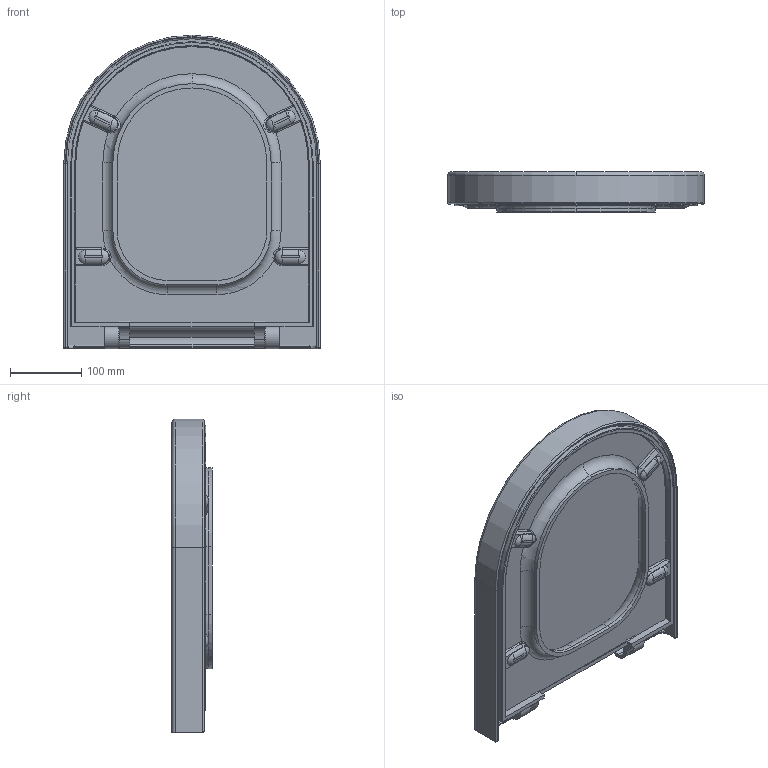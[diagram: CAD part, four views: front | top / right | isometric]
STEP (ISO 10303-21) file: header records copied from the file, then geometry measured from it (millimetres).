
FILE_DESCRIPTION (( 'STEP AP214' ), '1' );
FILE_NAME ('PR092_STEP_v10819.STEP', '2021-04-09T14:14:33', ( '' ), ( '' ), 'SwSTEP 2.0', 'SolidWorks 2019', '' );
FILE_SCHEMA (( 'AUTOMOTIVE_DESIGN' ));
Length unit declared in the file: millimetre
Products named in the file (3): PR092 seat; PR092 lid; PR092_STEP_v10819
Assembly tree (2 placements, depth 2):
  PR092_STEP_v10819
    PR092 seat
    PR092 lid
Bounding box: 360 x 56.29 x 440 mm (x, y, z)
Volume: 1611782.9 mm3; surface area: 610535.8 mm2
Topology: 2 solids, 2 shells, 247 faces, 616 edges, 370 vertices
Faces by surface type: cylinder 104, plane 74, torus 54, bspline 12, sphere 3
Entity records: 8547 total; most frequent: CARTESIAN_POINT 2515, DIRECTION 1353, ORIENTED_EDGE 1206, EDGE_CURVE 603, AXIS2_PLACEMENT_3D 542, VERTEX_POINT 368, CIRCLE 302, VECTOR 269
